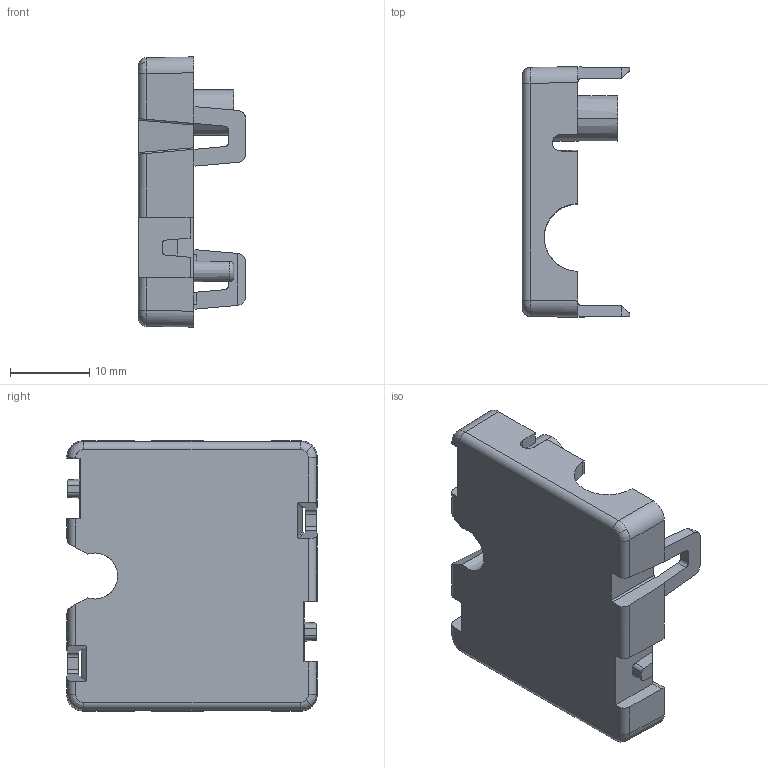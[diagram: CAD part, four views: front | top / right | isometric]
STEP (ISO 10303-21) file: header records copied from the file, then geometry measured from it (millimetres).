
FILE_DESCRIPTION (( 'STEP AP214' ), '1' );
FILE_NAME ('1255-B2P-A.STEP', '2015-10-06T09:48:36', ( '' ), ( '' ), 'SwSTEP 2.0', 'SolidWorks 2015', '' );
FILE_SCHEMA (( 'AUTOMOTIVE_DESIGN' ));
Length unit declared in the file: millimetre
Products named in the file (1): 1255-B2P-A
Bounding box: 13.5 x 31.5 x 34 mm (x, y, z)
Volume: 3017.4 mm3; surface area: 4443 mm2
Topology: 1 solids, 1 shells, 269 faces, 761 edges, 500 vertices
Faces by surface type: plane 187, cylinder 44, bspline 16, cone 14, torus 8
Entity records: 9215 total; most frequent: CARTESIAN_POINT 2607, ORIENTED_EDGE 1522, DIRECTION 1184, EDGE_CURVE 761, LINE 558, VECTOR 558, VERTEX_POINT 500, AXIS2_PLACEMENT_3D 313
